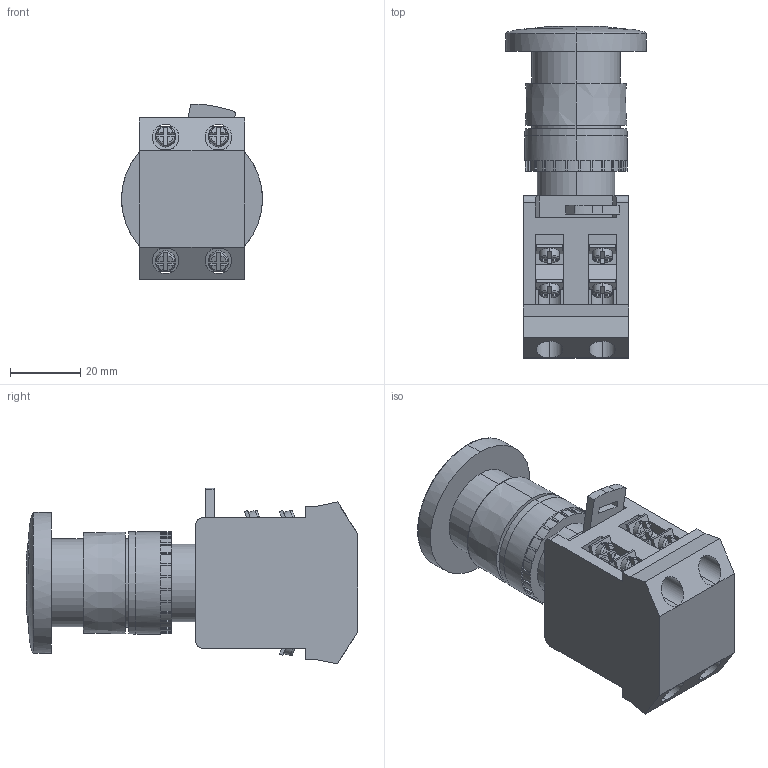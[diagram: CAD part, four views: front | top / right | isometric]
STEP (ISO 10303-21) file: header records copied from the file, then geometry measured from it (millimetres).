
FILE_DESCRIPTION (( 'STEP AP203' ), '1' );
FILE_NAME ('扱闀罻 AE-22, ANE-22 鏢魨鍧.STEP', '2018-09-04T06:59:38', ( '' ), ( '' ), 'SwSTEP 2.0', 'SolidWorks 2017', '' );
FILE_SCHEMA (( 'CONFIG_CONTROL_DESIGN' ));
Length unit declared in the file: millimetre
Products named in the file (1): 扱闀罻 AE-22, ANE-22 鏢魨鍧
Bounding box: 40 x 94.2 x 49.95 mm (x, y, z)
Volume: 79550.1 mm3; surface area: 18183.2 mm2
Topology: 1 solids, 5 shells, 396 faces, 1108 edges, 729 vertices
Faces by surface type: plane 284, cylinder 74, torus 26, bspline 8, cone 4
Entity records: 13616 total; most frequent: CARTESIAN_POINT 3416, ORIENTED_EDGE 2216, DIRECTION 2017, EDGE_CURVE 1108, VECTOR 731, LINE 731, VERTEX_POINT 729, AXIS2_PLACEMENT_3D 643
